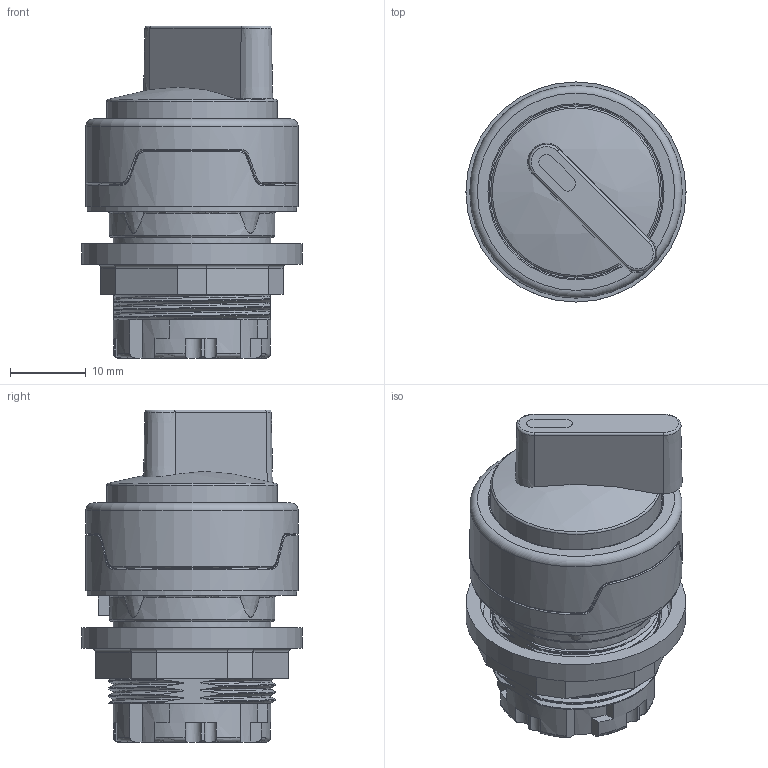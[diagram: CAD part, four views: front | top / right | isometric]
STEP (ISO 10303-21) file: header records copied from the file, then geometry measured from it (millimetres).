
FILE_DESCRIPTION(/* description */ (''),/* implementation_level */ '2;1');
FILE_NAME(/* name */ 'RMCWAL_ipt.stp',/* time_stamp */ '2020-09-28T17:11:28+02:00',/* author */ ('ahoffmann'),/* organization */ (''),/* preprocessor_version */ 'ST-DEVELOPER v17.2',/* originating_system */ 'Autodesk Inventor 2019',/* authorisation */ '');
FILE_SCHEMA (('AUTOMOTIVE_DESIGN { 1 0 10303 214 3 1 1 }'));
Length unit declared in the file: centimetre
Products named in the file (1): RMCWA_ipt
Bounding box: 29 x 29 x 43.75 mm (x, y, z)
Volume: 16848.2 mm3; surface area: 8624.5 mm2
Topology: 1 solids, 24 shells, 501 faces, 1288 edges, 836 vertices
Faces by surface type: plane 217, cylinder 152, bspline 80, torus 41, cone 10, sphere 1
Full cylindrical faces by diameter (mm): 2 x5, 2.636 x4, 3.5 x1, 17.977 x1, 18.6 x1, 19.95 x1, 20.25 x1, 20.75 x1, 20.917 x1, 21.85 x1, 22.5 x1, 22.6 x1, 22.9 x1, 25.35 x1, 27.286 x1, 27.65 x1, 28 x2, 29 x1
Entity records: 26927 total; most frequent: CARTESIAN_POINT 15190, ORIENTED_EDGE 2574, DIRECTION 2228, EDGE_CURVE 1287, AXIS2_PLACEMENT_3D 846, VERTEX_POINT 836, LINE 536, VECTOR 536
